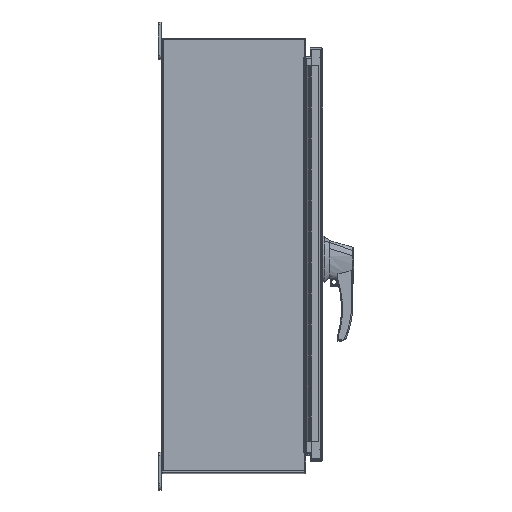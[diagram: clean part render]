
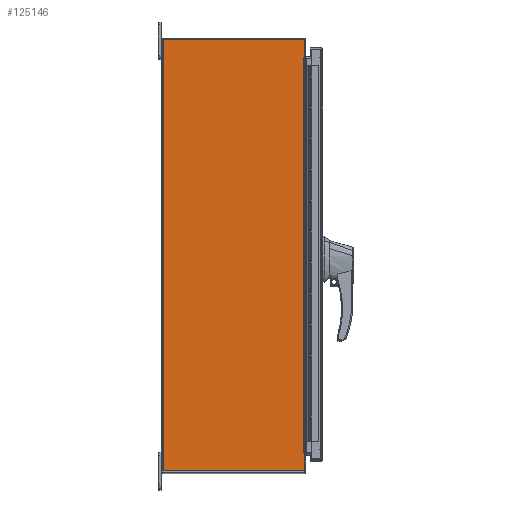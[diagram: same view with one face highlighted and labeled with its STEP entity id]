
A CAD part, top view. The second image highlights one B-rep face of the part: STEP entity #125146.
In plain terms, the highlighted face is planar.
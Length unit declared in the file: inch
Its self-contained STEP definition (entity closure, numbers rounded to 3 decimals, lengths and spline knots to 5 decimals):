
#20 = LINE ( 'NONE', #106396, #28072 ) ;
#1957 = VECTOR ( 'NONE', #105156, 39.37008 ) ;
#3294 = LINE ( 'NONE', #77447, #128258 ) ;
#4771 = CARTESIAN_POINT ( 'NONE',  ( -30., -9.81, 13.655 ) ) ;
#5290 = CARTESIAN_POINT ( 'NONE',  ( -30., -0.048, -14.905 ) ) ;
#5638 = ORIENTED_EDGE ( 'NONE', *, *, #74697, .T. ) ;
#5822 = VERTEX_POINT ( 'NONE', #91240 ) ;
#5835 = LINE ( 'NONE', #91159, #65796 ) ;
#8781 = ORIENTED_EDGE ( 'NONE', *, *, #140887, .F. ) ;
#9470 = LINE ( 'NONE', #83423, #41111 ) ;
#12756 = VECTOR ( 'NONE', #105729, 39.37008 ) ;
#13920 = FACE_OUTER_BOUND ( 'NONE', #17029, .T. ) ;
#14386 = CARTESIAN_POINT ( 'NONE',  ( -30., -9.762, 14.905 ) ) ;
#15040 = ORIENTED_EDGE ( 'NONE', *, *, #83395, .T. ) ;
#15154 = PLANE ( 'NONE',  #25835 ) ;
#15178 = CARTESIAN_POINT ( 'NONE',  ( -30., -9.81, 14.905 ) ) ;
#15636 = DIRECTION ( 'NONE',  ( 0., -1., 0. ) ) ;
#16812 = EDGE_CURVE ( 'NONE', #108071, #102056, #89419, .T. ) ;
#17029 = EDGE_LOOP ( 'NONE', ( #82301, #17119, #15040, #27257, #94972, #109288, #8781, #41325, #111894, #5638 ) ) ;
#17119 = ORIENTED_EDGE ( 'NONE', *, *, #16812, .T. ) ;
#17862 = EDGE_CURVE ( 'NONE', #75073, #108071, #97066, .T. ) ;
#18164 = EDGE_CURVE ( 'NONE', #124912, #22851, #20, .T. ) ;
#22630 = CARTESIAN_POINT ( 'NONE',  ( -30., -0.048, 14.905 ) ) ;
#22851 = VERTEX_POINT ( 'NONE', #132759 ) ;
#23451 = CARTESIAN_POINT ( 'NONE',  ( -30., -9.762, -13.625 ) ) ;
#24308 = VECTOR ( 'NONE', #114265, 39.37008 ) ;
#25835 = AXIS2_PLACEMENT_3D ( 'NONE', #27912, #138650, #15636 ) ;
#26366 = CARTESIAN_POINT ( 'NONE',  ( -30., -9.762, -13.625 ) ) ;
#27257 = ORIENTED_EDGE ( 'NONE', *, *, #54354, .T. ) ;
#27912 = CARTESIAN_POINT ( 'NONE',  ( -30., 0.0095, 14.905 ) ) ;
#28072 = VECTOR ( 'NONE', #138370, 39.37008 ) ;
#31947 = LINE ( 'NONE', #5290, #142913 ) ;
#41111 = VECTOR ( 'NONE', #73105, 39.37008 ) ;
#41325 = ORIENTED_EDGE ( 'NONE', *, *, #71815, .F. ) ;
#43215 = VERTEX_POINT ( 'NONE', #109436 ) ;
#44468 = VERTEX_POINT ( 'NONE', #75619 ) ;
#46191 = LINE ( 'NONE', #15178, #12756 ) ;
#46849 = DIRECTION ( 'NONE',  ( 0., 1., 0. ) ) ;
#51964 = EDGE_CURVE ( 'NONE', #137334, #22851, #46191, .T. ) ;
#54354 = EDGE_CURVE ( 'NONE', #44468, #137334, #9470, .T. ) ;
#60966 = VECTOR ( 'NONE', #142191, 39.37008 ) ;
#60990 = DIRECTION ( 'NONE',  ( 0., 0., 1. ) ) ;
#63348 = CARTESIAN_POINT ( 'NONE',  ( -30., -9.762, 13.625 ) ) ;
#65502 = CARTESIAN_POINT ( 'NONE',  ( -30., 0.095, -14.905 ) ) ;
#65796 = VECTOR ( 'NONE', #46849, 39.37008 ) ;
#69921 = LINE ( 'NONE', #65502, #60966 ) ;
#71815 = EDGE_CURVE ( 'NONE', #128776, #43215, #69921, .T. ) ;
#73105 = DIRECTION ( 'NONE',  ( 0., -1., 0. ) ) ;
#74697 = EDGE_CURVE ( 'NONE', #5822, #75073, #5835, .T. ) ;
#75073 = VERTEX_POINT ( 'NONE', #120526 ) ;
#75619 = CARTESIAN_POINT ( 'NONE',  ( -30., -9.762, 13.655 ) ) ;
#77447 = CARTESIAN_POINT ( 'NONE',  ( -30., -9.762, -13.625 ) ) ;
#82301 = ORIENTED_EDGE ( 'NONE', *, *, #17862, .T. ) ;
#82696 = CARTESIAN_POINT ( 'NONE',  ( -30., -9.81, 14.905 ) ) ;
#83395 = EDGE_CURVE ( 'NONE', #102056, #44468, #3294, .T. ) ;
#83423 = CARTESIAN_POINT ( 'NONE',  ( -30., -9.762, 13.655 ) ) ;
#89419 = LINE ( 'NONE', #14386, #24308 ) ;
#91159 = CARTESIAN_POINT ( 'NONE',  ( -30., -9.762, -13.655 ) ) ;
#91240 = CARTESIAN_POINT ( 'NONE',  ( -30., -9.81, -13.655 ) ) ;
#93079 = EDGE_CURVE ( 'NONE', #128776, #5822, #94568, .T. ) ;
#94568 = LINE ( 'NONE', #82696, #96418 ) ;
#94972 = ORIENTED_EDGE ( 'NONE', *, *, #51964, .T. ) ;
#96418 = VECTOR ( 'NONE', #60990, 39.37008 ) ;
#97066 = LINE ( 'NONE', #26366, #1957 ) ;
#102056 = VERTEX_POINT ( 'NONE', #63348 ) ;
#105156 = DIRECTION ( 'NONE',  ( 0., 0., 1. ) ) ;
#105729 = DIRECTION ( 'NONE',  ( 0., 0., 1. ) ) ;
#106396 = CARTESIAN_POINT ( 'NONE',  ( -30., 0.095, 14.905 ) ) ;
#106615 = CARTESIAN_POINT ( 'NONE',  ( -30., -9.81, -14.905 ) ) ;
#106648 = DIRECTION ( 'NONE',  ( 0., 0., 1. ) ) ;
#108071 = VERTEX_POINT ( 'NONE', #23451 ) ;
#109288 = ORIENTED_EDGE ( 'NONE', *, *, #18164, .F. ) ;
#109436 = CARTESIAN_POINT ( 'NONE',  ( -30., -0.048, -14.905 ) ) ;
#111894 = ORIENTED_EDGE ( 'NONE', *, *, #93079, .T. ) ;
#114265 = DIRECTION ( 'NONE',  ( 0., 0., 1. ) ) ;
#120526 = CARTESIAN_POINT ( 'NONE',  ( -30., -9.762, -13.655 ) ) ;
#122651 = DIRECTION ( 'NONE',  ( 0., 0., 1. ) ) ;
#124912 = VERTEX_POINT ( 'NONE', #22630 ) ;
#125146 = ADVANCED_FACE ( 'NONE', ( #13920 ), #15154, .T. ) ;
#128258 = VECTOR ( 'NONE', #122651, 39.37008 ) ;
#128776 = VERTEX_POINT ( 'NONE', #106615 ) ;
#132759 = CARTESIAN_POINT ( 'NONE',  ( -30., -9.81, 14.905 ) ) ;
#137334 = VERTEX_POINT ( 'NONE', #4771 ) ;
#138370 = DIRECTION ( 'NONE',  ( 0., -1., 0. ) ) ;
#138650 = DIRECTION ( 'NONE',  ( -1., 0., 0. ) ) ;
#140887 = EDGE_CURVE ( 'NONE', #43215, #124912, #31947, .T. ) ;
#142191 = DIRECTION ( 'NONE',  ( 0., 1., 0. ) ) ;
#142913 = VECTOR ( 'NONE', #106648, 39.37008 ) ;
